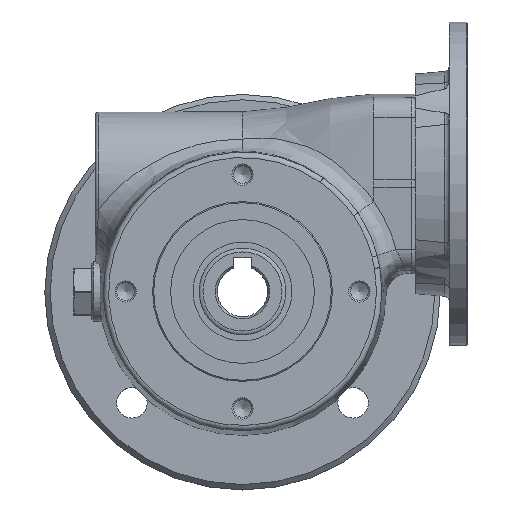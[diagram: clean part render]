
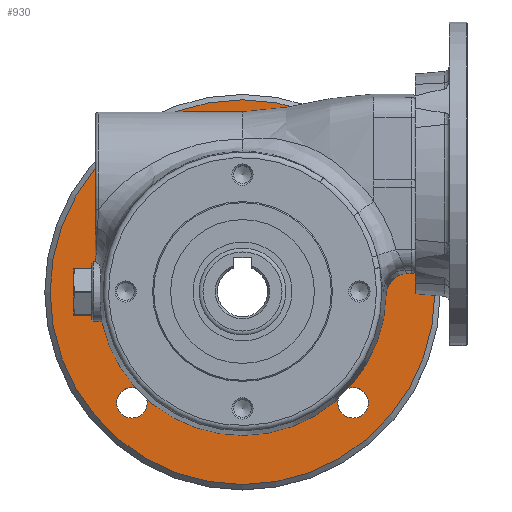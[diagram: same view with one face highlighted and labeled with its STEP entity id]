
A CAD part, top view. The second image highlights one B-rep face of the part: STEP entity #930.
In plain terms, the highlighted planar face has unit normal (0, 0, 1).
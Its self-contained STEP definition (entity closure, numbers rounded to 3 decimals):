
#930 = ADVANCED_FACE( '', ( #2173, #2174, #2175, #2176, #2177, #2178 ), #2179, .F. );
#2173 = FACE_OUTER_BOUND( '', #5850, .T. );
#2174 = FACE_BOUND( '', #5851, .T. );
#2175 = FACE_BOUND( '', #5852, .T. );
#2176 = FACE_BOUND( '', #5853, .T. );
#2177 = FACE_BOUND( '', #5854, .T. );
#2178 = FACE_BOUND( '', #5855, .T. );
#2179 = PLANE( '', #5856 );
#5850 = EDGE_LOOP( '', ( #9805 ) );
#5851 = EDGE_LOOP( '', ( #9806 ) );
#5852 = EDGE_LOOP( '', ( #9807 ) );
#5853 = EDGE_LOOP( '', ( #9808 ) );
#5854 = EDGE_LOOP( '', ( #9809 ) );
#5855 = EDGE_LOOP( '', ( #9810 ) );
#5856 = AXIS2_PLACEMENT_3D( '', #9811, #9812, #9813 );
#9805 = ORIENTED_EDGE( '', *, *, #11445, .T. );
#9806 = ORIENTED_EDGE( '', *, *, #12125, .T. );
#9807 = ORIENTED_EDGE( '', *, *, #12126, .T. );
#9808 = ORIENTED_EDGE( '', *, *, #12047, .T. );
#9809 = ORIENTED_EDGE( '', *, *, #12127, .T. );
#9810 = ORIENTED_EDGE( '', *, *, #11335, .T. );
#9811 = CARTESIAN_POINT( '', ( 0., -28., -78. ) );
#9812 = DIRECTION( '', ( 0., 0., -1. ) );
#9813 = DIRECTION( '', ( 0., -1., 0. ) );
#11335 = EDGE_CURVE( '', #12602, #12602, #12603, .T. );
#11445 = EDGE_CURVE( '', #12794, #12794, #12795, .F. );
#12047 = EDGE_CURVE( '', #13723, #13723, #13724, .T. );
#12125 = EDGE_CURVE( '', #13821, #13821, #13822, .T. );
#12126 = EDGE_CURVE( '', #13823, #13823, #13824, .T. );
#12127 = EDGE_CURVE( '', #13825, #13825, #13826, .T. );
#12602 = VERTEX_POINT( '', #14448 );
#12603 = CIRCLE( '', #14449, 36. );
#12794 = VERTEX_POINT( '', #15008 );
#12795 = CIRCLE( '', #15009, 53.5 );
#13723 = VERTEX_POINT( '', #17437 );
#13724 = CIRCLE( '', #17438, 4.25 );
#13821 = VERTEX_POINT( '', #17709 );
#13822 = CIRCLE( '', #17710, 4.25 );
#13823 = VERTEX_POINT( '', #17711 );
#13824 = CIRCLE( '', #17712, 4.25 );
#13825 = VERTEX_POINT( '', #17713 );
#13826 = CIRCLE( '', #17714, 4.25 );
#14448 = CARTESIAN_POINT( '', ( 0., -36., -78. ) );
#14449 = AXIS2_PLACEMENT_3D( '', #18794, #18795, #18796 );
#15008 = CARTESIAN_POINT( '', ( 0., -53.5, -78. ) );
#15009 = AXIS2_PLACEMENT_3D( '', #18929, #18930, #18931 );
#17437 = CARTESIAN_POINT( '', ( -30.759, -35.009, -78. ) );
#17438 = AXIS2_PLACEMENT_3D( '', #19656, #19657, #19658 );
#17709 = CARTESIAN_POINT( '', ( 30.759, 26.509, -78. ) );
#17710 = AXIS2_PLACEMENT_3D( '', #19732, #19733, #19734 );
#17711 = CARTESIAN_POINT( '', ( -30.759, 26.509, -78. ) );
#17712 = AXIS2_PLACEMENT_3D( '', #19735, #19736, #19737 );
#17713 = CARTESIAN_POINT( '', ( 30.759, -35.009, -78. ) );
#17714 = AXIS2_PLACEMENT_3D( '', #19738, #19739, #19740 );
#18794 = CARTESIAN_POINT( '', ( 0., 0., -78. ) );
#18795 = DIRECTION( '', ( 0., 0., -1. ) );
#18796 = DIRECTION( '', ( 0., -1., 0. ) );
#18929 = CARTESIAN_POINT( '', ( 0., 0., -78. ) );
#18930 = DIRECTION( '', ( 0., 0., -1. ) );
#18931 = DIRECTION( '', ( 0., -1., 0. ) );
#19656 = CARTESIAN_POINT( '', ( -30.759, -30.759, -78. ) );
#19657 = DIRECTION( '', ( 0., 0., -1. ) );
#19658 = DIRECTION( '', ( 0., -1., 0. ) );
#19732 = CARTESIAN_POINT( '', ( 30.759, 30.759, -78. ) );
#19733 = DIRECTION( '', ( 0., 0., -1. ) );
#19734 = DIRECTION( '', ( 0., -1., 0. ) );
#19735 = CARTESIAN_POINT( '', ( -30.759, 30.759, -78. ) );
#19736 = DIRECTION( '', ( 0., 0., -1. ) );
#19737 = DIRECTION( '', ( 0., -1., 0. ) );
#19738 = CARTESIAN_POINT( '', ( 30.759, -30.759, -78. ) );
#19739 = DIRECTION( '', ( 0., 0., -1. ) );
#19740 = DIRECTION( '', ( 0., -1., 0. ) );
